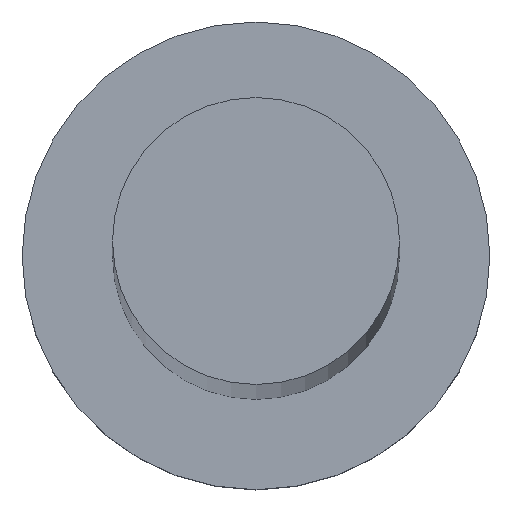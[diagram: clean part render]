
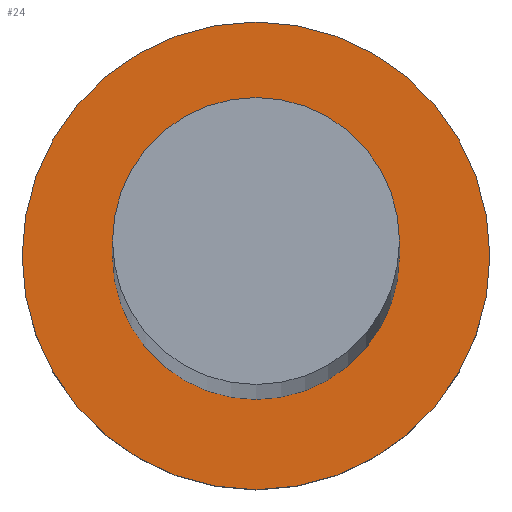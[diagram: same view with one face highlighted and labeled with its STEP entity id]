
A CAD part, top view. The second image highlights one B-rep face of the part: STEP entity #24.
In plain terms, the highlighted planar face has unit normal (0, 0, 1).
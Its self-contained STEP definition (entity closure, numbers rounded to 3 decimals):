
#5 = EDGE_CURVE ( 'NONE', #12, #108, #118, .T. ) ;
#12 = VERTEX_POINT ( 'NONE', #100 ) ;
#19 = EDGE_CURVE ( 'NONE', #108, #12, #91, .T. ) ;
#24 = ADVANCED_FACE ( 'NONE', ( #137, #177 ), #251, .T. ) ;
#34 = EDGE_CURVE ( 'NONE', #194, #94, #188, .T. ) ;
#37 = DIRECTION ( 'NONE',  ( 0., 0., 1. ) ) ;
#38 = CIRCLE ( 'NONE', #164, 6.75 ) ;
#42 = DIRECTION ( 'NONE',  ( 1., 0., 0. ) ) ;
#50 = EDGE_CURVE ( 'NONE', #94, #194, #38, .T. ) ;
#58 = CARTESIAN_POINT ( 'NONE',  ( 0., 0., 7. ) ) ;
#59 = CARTESIAN_POINT ( 'NONE',  ( 0., 0., 7. ) ) ;
#60 = CARTESIAN_POINT ( 'NONE',  ( 0., 0., 7. ) ) ;
#77 = DIRECTION ( 'NONE',  ( 0., 0., 1. ) ) ;
#79 = AXIS2_PLACEMENT_3D ( 'NONE', #60, #230, #98 ) ;
#83 = AXIS2_PLACEMENT_3D ( 'NONE', #120, #77, #199 ) ;
#85 = AXIS2_PLACEMENT_3D ( 'NONE', #59, #37, #178 ) ;
#90 = ORIENTED_EDGE ( 'NONE', *, *, #34, .F. ) ;
#91 = CIRCLE ( 'NONE', #193, 11. ) ;
#94 = VERTEX_POINT ( 'NONE', #159 ) ;
#98 = DIRECTION ( 'NONE',  ( 1., 0., 0. ) ) ;
#100 = CARTESIAN_POINT ( 'NONE',  ( 11., 0., 7. ) ) ;
#108 = VERTEX_POINT ( 'NONE', #189 ) ;
#118 = CIRCLE ( 'NONE', #79, 11. ) ;
#120 = CARTESIAN_POINT ( 'NONE',  ( 0., 0., 7. ) ) ;
#128 = ORIENTED_EDGE ( 'NONE', *, *, #5, .T. ) ;
#130 = EDGE_LOOP ( 'NONE', ( #206, #128 ) ) ;
#137 = FACE_BOUND ( 'NONE', #186, .T. ) ;
#140 = DIRECTION ( 'NONE',  ( 1., 0., 0. ) ) ;
#157 = CARTESIAN_POINT ( 'NONE',  ( 6.75, 0., 7. ) ) ;
#159 = CARTESIAN_POINT ( 'NONE',  ( -6.75, 0., 7. ) ) ;
#164 = AXIS2_PLACEMENT_3D ( 'NONE', #58, #197, #140 ) ;
#177 = FACE_OUTER_BOUND ( 'NONE', #130, .T. ) ;
#178 = DIRECTION ( 'NONE',  ( 1., 0., 0. ) ) ;
#186 = EDGE_LOOP ( 'NONE', ( #208, #90 ) ) ;
#188 = CIRCLE ( 'NONE', #85, 6.75 ) ;
#189 = CARTESIAN_POINT ( 'NONE',  ( -11., 0., 7. ) ) ;
#193 = AXIS2_PLACEMENT_3D ( 'NONE', #253, #212, #42 ) ;
#194 = VERTEX_POINT ( 'NONE', #157 ) ;
#197 = DIRECTION ( 'NONE',  ( 0., 0., 1. ) ) ;
#199 = DIRECTION ( 'NONE',  ( 1., 0., 0. ) ) ;
#206 = ORIENTED_EDGE ( 'NONE', *, *, #19, .T. ) ;
#208 = ORIENTED_EDGE ( 'NONE', *, *, #50, .F. ) ;
#212 = DIRECTION ( 'NONE',  ( 0., 0., 1. ) ) ;
#230 = DIRECTION ( 'NONE',  ( 0., 0., 1. ) ) ;
#251 = PLANE ( 'NONE',  #83 ) ;
#253 = CARTESIAN_POINT ( 'NONE',  ( 0., 0., 7. ) ) ;
